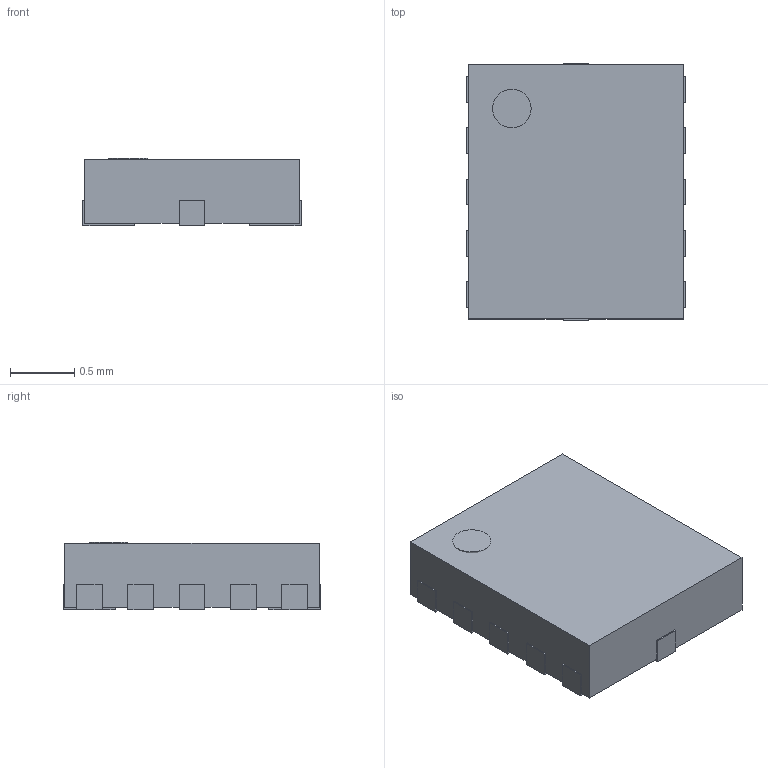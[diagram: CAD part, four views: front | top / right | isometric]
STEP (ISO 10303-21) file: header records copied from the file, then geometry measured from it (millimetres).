
FILE_DESCRIPTION(/* description */ ('model of Texas_R-PUQFN-N12'),/* implementation_level */ '2;1');
FILE_NAME(/* name */ 'Texas_R-PUQFN-N12.step',/* time_stamp */ '2022-12-17T01:25:06',/* author */ ('KiCAD','kicad'),/* organization */ ('OCCT'),/* preprocessor_version */ '',/* originating_system */ 'KiCAD',/* authorisation */ '');
FILE_SCHEMA(('AUTOMOTIVE_DESIGN { 1 0 10303 214 1 1 1 1 }'));
Length unit declared in the file: millimetre
Products named in the file (9): CQ assembly; e0319b84-7d98-11ed-bcdd-db420251a6ca; e0319b84-7d98-11ed-bcdd-db420251a6ca_part; e0319b85-7d98-11ed-bcdd-db420251a6ca; e0319b85-7d98-11ed-bcdd-db420251a6ca_part; e0319b86-7d98-11ed-bcdd-db420251a6ca; e0319b86-7d98-11ed-bcdd-db420251a6ca_part; e0319b87-7d98-11ed-bcdd-db420251a6ca; e0319b87-7d98-11ed-bcdd-db420251a6ca_part
Assembly tree (8 placements, depth 4):
  CQ assembly
    e0319b84-7d98-11ed-bcdd-db420251a6ca
      e0319b84-7d98-11ed-bcdd-db420251a6ca_part
      e0319b85-7d98-11ed-bcdd-db420251a6ca
        e0319b85-7d98-11ed-bcdd-db420251a6ca_part
      e0319b86-7d98-11ed-bcdd-db420251a6ca
        e0319b86-7d98-11ed-bcdd-db420251a6ca_part
      e0319b87-7d98-11ed-bcdd-db420251a6ca
        e0319b87-7d98-11ed-bcdd-db420251a6ca_part
Bounding box: 1.7 x 2 x 0.53 mm (x, y, z)
Volume: 1.7 mm3; surface area: 17 mm2
Topology: 14 solids, 14 shells, 129 faces, 303 edges, 202 vertices
Faces by surface type: plane 128, cylinder 1
Full cylindrical faces by diameter (mm): 0.3 x1
Entity records: 3851 total; most frequent: CARTESIAN_POINT 643, ORIENTED_EDGE 606, DIRECTION 581, EDGE_CURVE 303, LINE 301, VECTOR 301, VERTEX_POINT 202, AXIS2_PLACEMENT_3D 140
